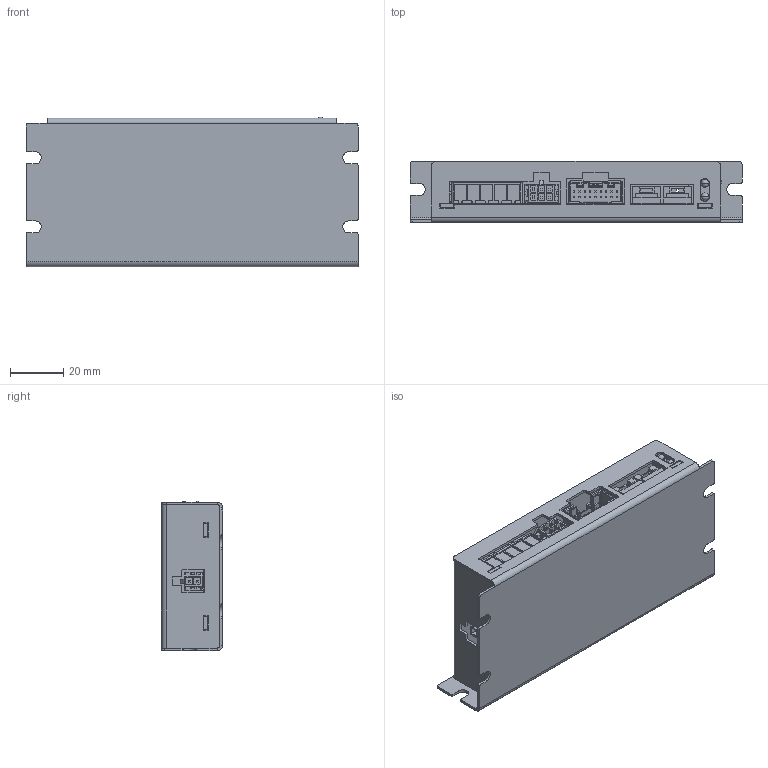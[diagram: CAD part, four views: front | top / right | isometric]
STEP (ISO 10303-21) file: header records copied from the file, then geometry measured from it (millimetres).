
FILE_DESCRIPTION((''),'2;1');
FILE_NAME('001-BLD5_ASM','2024-08-05T13:11:40',('ms28108'),(''),'CREO PARAMETRIC BY PTC INC, 2018100','CREO PARAMETRIC BY PTC INC, 2018100','');
FILE_SCHEMA(('CONFIG_CONTROL_DESIGN'));
Products named in the file (13): 002-BLS15-BZ; 002-BLS15-BZ2; PCB; 4621200500104_ASM; 1231231; A2020_2X9_ASM_1_ASM_1_ASM_1_A_3; S05B-ZESK-2D1; BLD5-000_ASM; DG166-5_0-05P-1Y-00AH; 43522708; 4718405013693; 36981510009666; 001-BLD5_ASM
Assembly tree (13 placements, depth 3):
  001-BLD5_ASM
    002-BLS15-BZ
    002-BLS15-BZ2
    PCB
    4621200500104_ASM
    BLD5-000_ASM
      1231231
      A2020_2X9_ASM_1_ASM_1_ASM_1_A_3
      S05B-ZESK-2D1  x2
    DG166-5_0-05P-1Y-00AH
    43522708
    4718405013693
    36981510009666
Bounding box: 125 x 23 x 56.3 mm (x, y, z)
Volume: 35313.9 mm3; surface area: 60538 mm2
Topology: 12 solids, 14 shells, 2711 faces, 7647 edges, 5012 vertices
Faces by surface type: plane 2219, cylinder 386, torus 56, bspline 24, sphere 12, cone 12, extrusion 2
Entity records: 86627 total; most frequent: CARTESIAN_POINT 17239, ORIENTED_EDGE 14994, DIRECTION 13457, EDGE_CURVE 7497, VECTOR 6275, LINE 6273, VERTEX_POINT 4916, AXIS2_PLACEMENT_3D 3591
